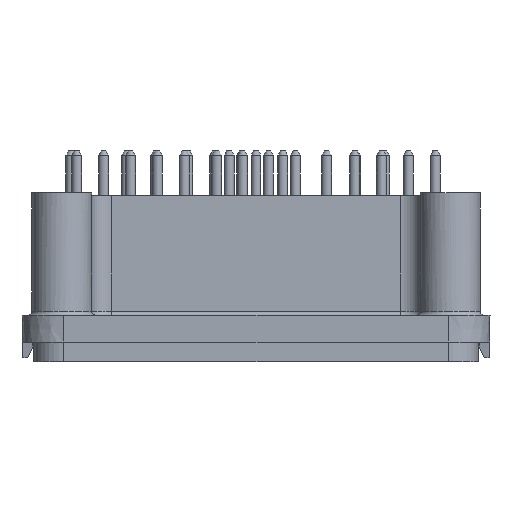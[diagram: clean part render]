
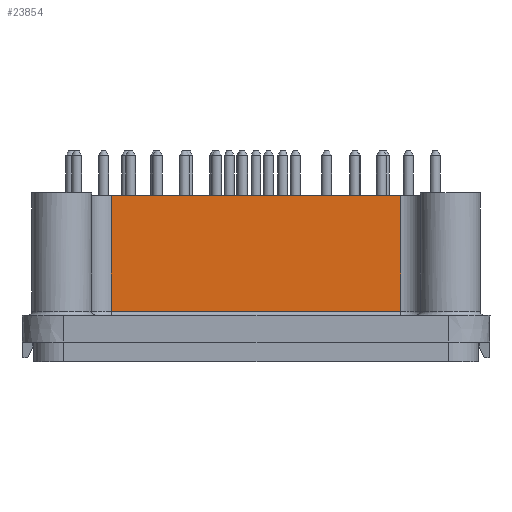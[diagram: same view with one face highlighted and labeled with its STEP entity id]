
A CAD part, left-side view. The second image highlights one B-rep face of the part: STEP entity #23854.
In plain terms, the highlighted planar face has unit normal (-1, 0, 0).
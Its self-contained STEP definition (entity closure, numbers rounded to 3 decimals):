
#902=LINE('',#32191,#2181);
#1367=LINE('',#35506,#2646);
#1368=LINE('',#35508,#2647);
#1369=LINE('',#35510,#2648);
#2181=VECTOR('',#27216,1000.);
#2646=VECTOR('',#28231,1000.);
#2647=VECTOR('',#28234,1000.);
#2648=VECTOR('',#28235,1000.);
#5703=ORIENTED_EDGE('',*,*,#9722,.F.);
#5704=ORIENTED_EDGE('',*,*,#9723,.T.);
#5705=ORIENTED_EDGE('',*,*,#9724,.T.);
#5706=ORIENTED_EDGE('',*,*,#9020,.F.);
#9020=EDGE_CURVE('',#11416,#11419,#902,.T.);
#9722=EDGE_CURVE('',#11866,#11416,#1367,.T.);
#9723=EDGE_CURVE('',#11866,#11867,#1368,.T.);
#9724=EDGE_CURVE('',#11867,#11419,#1369,.T.);
#11416=VERTEX_POINT('',#32184);
#11419=VERTEX_POINT('',#32192);
#11866=VERTEX_POINT('',#35505);
#11867=VERTEX_POINT('',#35509);
#14073=EDGE_LOOP('',(#5703,#5704,#5705,#5706));
#15394=FACE_BOUND('',#14073,.T.);
#16153=PLANE('',#25135);
#23854=ADVANCED_FACE('',(#15394),#16153,.F.);
#25135=AXIS2_PLACEMENT_3D('',#35507,#28232,#28233);
#27216=DIRECTION('',(0.,1.,0.));
#28231=DIRECTION('',(0.,0.,-1.));
#28232=DIRECTION('',(1.,0.,0.));
#28233=DIRECTION('',(0.,-1.,0.));
#28234=DIRECTION('',(0.,1.,0.));
#28235=DIRECTION('',(0.,0.,-1.));
#32184=CARTESIAN_POINT('',(-39.5,-14.525,1.8));
#32191=CARTESIAN_POINT('',(-39.5,-22.5,1.8));
#32192=CARTESIAN_POINT('',(-39.5,14.525,1.8));
#35505=CARTESIAN_POINT('',(-39.5,-14.525,13.4));
#35506=CARTESIAN_POINT('',(-39.5,-14.525,61.53));
#35507=CARTESIAN_POINT('',(-39.5,-22.5,61.53));
#35508=CARTESIAN_POINT('',(-39.5,-22.5,13.4));
#35509=CARTESIAN_POINT('',(-39.5,14.525,13.4));
#35510=CARTESIAN_POINT('',(-39.5,14.525,61.53));
